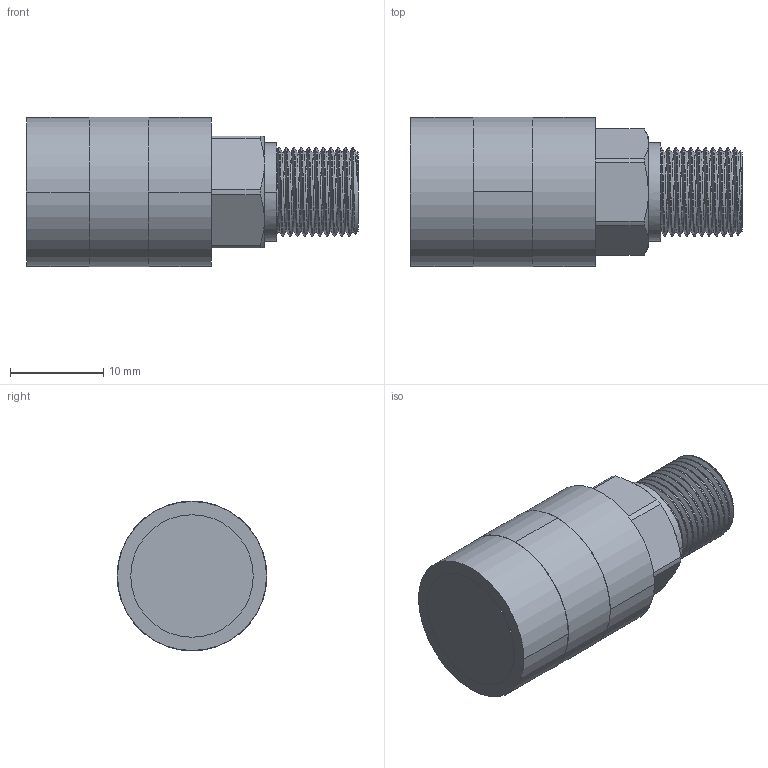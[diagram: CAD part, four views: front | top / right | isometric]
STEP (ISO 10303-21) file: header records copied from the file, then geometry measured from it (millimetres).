
FILE_DESCRIPTION (( 'STEP AP214' ), '1' );
FILE_NAME ('FMSC2004_3D.step', '2024-07-12T15:08:45', ( '' ), ( '' ), 'SwSTEP 2.0', 'SolidWorks 2022', '' );
FILE_SCHEMA (( 'AUTOMOTIVE_DESIGN' ));
Length unit declared in the file: inch
Products named in the file (1): FMSC2004_3D
Bounding box: 35.64 x 16.09 x 16.09 mm (x, y, z)
Volume: 5155.8 mm3; surface area: 2301.3 mm2
Topology: 1 solids, 1 shells, 94 faces, 244 edges, 160 vertices
Faces by surface type: cylinder 45, plane 32, cone 14, bspline 3
Entity records: 5698 total; most frequent: CARTESIAN_POINT 3486, ORIENTED_EDGE 488, DIRECTION 428, EDGE_CURVE 244, AXIS2_PLACEMENT_3D 168, VERTEX_POINT 160, EDGE_LOOP 102, FACE_OUTER_BOUND 94
